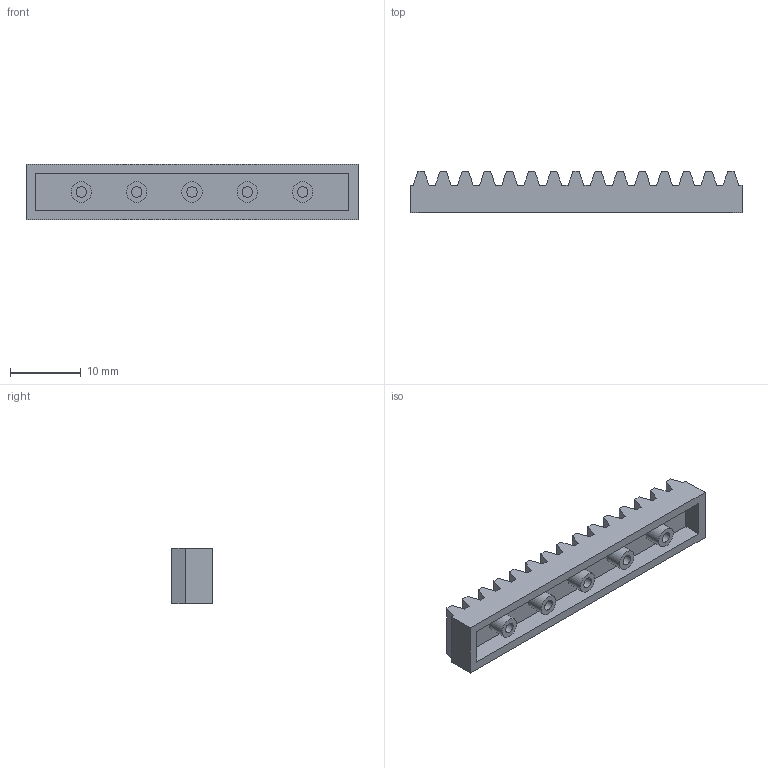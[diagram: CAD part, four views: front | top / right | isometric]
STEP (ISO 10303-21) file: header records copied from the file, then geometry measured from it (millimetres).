
FILE_DESCRIPTION((''),'1');
FILE_NAME('GEAR_FLAT','2000-08-24T',('ujkopena'),(''),'PRO/ENGINEER BY PARAMETRIC TECHNOLOGY CORPORATION, 1999390','PRO/ENGINEER BY PARAMETRIC TECHNOLOGY CORPORATION, 1999390','');
FILE_SCHEMA(('CONFIG_CONTROL_DESIGN'));
Length unit declared in the file: metre
Products named in the file (1): GEAR_FLAT
Bounding box: 46.8 x 5.77 x 7.8 mm (x, y, z)
Volume: 1218.1 mm3; surface area: 1990.2 mm2
Topology: 1 solids, 1 shells, 101 faces, 264 edges, 176 vertices
Faces by surface type: plane 81, cylinder 20
Entity records: 3116 total; most frequent: CARTESIAN_POINT 541, ORIENTED_EDGE 528, DIRECTION 506, EDGE_CURVE 264, VECTOR 224, LINE 224, VERTEX_POINT 176, AXIS2_PLACEMENT_3D 141
